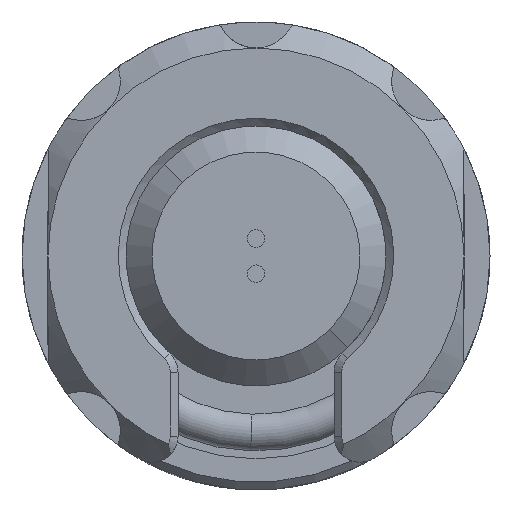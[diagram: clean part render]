
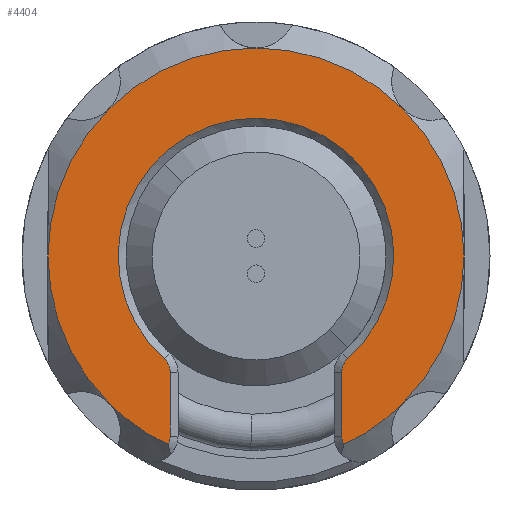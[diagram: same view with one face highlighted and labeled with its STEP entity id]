
A CAD part, front view. The second image highlights one B-rep face of the part: STEP entity #4404.
In plain terms, the highlighted planar face has unit normal (0, -1, 0).
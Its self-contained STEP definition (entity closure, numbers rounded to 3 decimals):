
#66 = VERTEX_POINT ( 'NONE', #1829 ) ;
#170 = ORIENTED_EDGE ( 'NONE', *, *, #5002, .T. ) ;
#181 = AXIS2_PLACEMENT_3D ( 'NONE', #6264, #1439, #423 ) ;
#193 = VERTEX_POINT ( 'NONE', #5527 ) ;
#195 = CIRCLE ( 'NONE', #1563, 8. ) ;
#241 = CARTESIAN_POINT ( 'NONE',  ( 3.3, -10.652, -6.928 ) ) ;
#291 = DIRECTION ( 'NONE',  ( 0., -1., 0. ) ) ;
#348 = VERTEX_POINT ( 'NONE', #5289 ) ;
#400 = DIRECTION ( 'NONE',  ( 0., -1., 0. ) ) ;
#423 = DIRECTION ( 'NONE',  ( -0.707, 0., -0.707 ) ) ;
#435 = EDGE_CURVE ( 'NONE', #2137, #984, #1742, .T. ) ;
#496 = AXIS2_PLACEMENT_3D ( 'NONE', #3256, #5261, #5813 ) ;
#554 = VERTEX_POINT ( 'NONE', #4643 ) ;
#618 = AXIS2_PLACEMENT_3D ( 'NONE', #2634, #1104, #5166 ) ;
#697 = DIRECTION ( 'NONE',  ( 0., -1., 0. ) ) ;
#715 = VECTOR ( 'NONE', #1686, 1000. ) ;
#718 = ORIENTED_EDGE ( 'NONE', *, *, #3121, .T. ) ;
#725 = LINE ( 'NONE', #3238, #715 ) ;
#792 = CARTESIAN_POINT ( 'NONE',  ( 4., -10.652, -6.928 ) ) ;
#854 = LINE ( 'NONE', #241, #4628 ) ;
#870 = DIRECTION ( 'NONE',  ( 0., 1., 0. ) ) ;
#927 = CIRCLE ( 'NONE', #4505, 8. ) ;
#984 = VERTEX_POINT ( 'NONE', #4236 ) ;
#1096 = EDGE_CURVE ( 'NONE', #5523, #4240, #1281, .T. ) ;
#1104 = DIRECTION ( 'NONE',  ( 0., -1., 0. ) ) ;
#1255 = DIRECTION ( 'NONE',  ( 0., 0., -1. ) ) ;
#1274 = CARTESIAN_POINT ( 'NONE',  ( 0., -10.652, 0. ) ) ;
#1281 = CIRCLE ( 'NONE', #2760, 0.7 ) ;
#1320 = AXIS2_PLACEMENT_3D ( 'NONE', #3277, #4779, #3701 ) ;
#1375 = CARTESIAN_POINT ( 'NONE',  ( 0., -10.652, 0. ) ) ;
#1411 = CARTESIAN_POINT ( 'NONE',  ( 0., -10.652, 0. ) ) ;
#1439 = DIRECTION ( 'NONE',  ( 0., -1., 0. ) ) ;
#1490 = CARTESIAN_POINT ( 'NONE',  ( -8., -10.652, 0. ) ) ;
#1551 = CIRCLE ( 'NONE', #5549, 5.3 ) ;
#1563 = AXIS2_PLACEMENT_3D ( 'NONE', #1411, #5475, #2443 ) ;
#1642 = AXIS2_PLACEMENT_3D ( 'NONE', #5550, #5015, #2141 ) ;
#1646 = AXIS2_PLACEMENT_3D ( 'NONE', #2382, #4383, #6414 ) ;
#1665 = AXIS2_PLACEMENT_3D ( 'NONE', #2014, #4007, #4036 ) ;
#1686 = DIRECTION ( 'NONE',  ( 0., 0., 1. ) ) ;
#1703 = VERTEX_POINT ( 'NONE', #6119 ) ;
#1714 = PLANE ( 'NONE',  #1320 ) ;
#1739 = EDGE_CURVE ( 'NONE', #2413, #348, #854, .T. ) ;
#1741 = ORIENTED_EDGE ( 'NONE', *, *, #1096, .T. ) ;
#1742 = CIRCLE ( 'NONE', #1646, 8. ) ;
#1796 = DIRECTION ( 'NONE',  ( 0., -1., 0. ) ) ;
#1814 = ORIENTED_EDGE ( 'NONE', *, *, #6123, .T. ) ;
#1826 = CARTESIAN_POINT ( 'NONE',  ( 0., -10.652, 0. ) ) ;
#1829 = CARTESIAN_POINT ( 'NONE',  ( -3.3, -10.652, -4.472 ) ) ;
#1863 = DIRECTION ( 'NONE',  ( 0., 0., -1. ) ) ;
#1874 = CIRCLE ( 'NONE', #1665, 8. ) ;
#2009 = VERTEX_POINT ( 'NONE', #3110 ) ;
#2014 = CARTESIAN_POINT ( 'NONE',  ( 0., -10.652, 0. ) ) ;
#2101 = ORIENTED_EDGE ( 'NONE', *, *, #2148, .T. ) ;
#2121 = EDGE_CURVE ( 'NONE', #554, #5523, #2281, .T. ) ;
#2137 = VERTEX_POINT ( 'NONE', #4892 ) ;
#2141 = DIRECTION ( 'NONE',  ( 0., 0., -1. ) ) ;
#2148 = EDGE_CURVE ( 'NONE', #2682, #3815, #1551, .T. ) ;
#2271 = CIRCLE ( 'NONE', #3441, 0.7 ) ;
#2281 = CIRCLE ( 'NONE', #181, 8. ) ;
#2302 = CIRCLE ( 'NONE', #2729, 8. ) ;
#2327 = DIRECTION ( 'NONE',  ( -0.707, 0., -0.707 ) ) ;
#2382 = CARTESIAN_POINT ( 'NONE',  ( 0., -10.652, 0. ) ) ;
#2413 = VERTEX_POINT ( 'NONE', #4762 ) ;
#2443 = DIRECTION ( 'NONE',  ( -0.707, 0., -0.707 ) ) ;
#2634 = CARTESIAN_POINT ( 'NONE',  ( 0., -10.652, 0. ) ) ;
#2682 = VERTEX_POINT ( 'NONE', #5864 ) ;
#2729 = AXIS2_PLACEMENT_3D ( 'NONE', #1274, #5321, #2327 ) ;
#2755 = DIRECTION ( 'NONE',  ( 0., 0., -1. ) ) ;
#2760 = AXIS2_PLACEMENT_3D ( 'NONE', #6462, #291, #1863 ) ;
#2792 = DIRECTION ( 'NONE',  ( -0.707, 0., -0.707 ) ) ;
#3007 = CARTESIAN_POINT ( 'NONE',  ( -5.657, -10.652, 5.657 ) ) ;
#3034 = CIRCLE ( 'NONE', #496, 0.7 ) ;
#3053 = EDGE_CURVE ( 'NONE', #984, #1703, #1874, .T. ) ;
#3110 = CARTESIAN_POINT ( 'NONE',  ( 0., -10.652, 8. ) ) ;
#3121 = EDGE_CURVE ( 'NONE', #4240, #66, #725, .T. ) ;
#3238 = CARTESIAN_POINT ( 'NONE',  ( -3.3, -10.652, -4.472 ) ) ;
#3256 = CARTESIAN_POINT ( 'NONE',  ( 4., -10.652, -4.472 ) ) ;
#3264 = ORIENTED_EDGE ( 'NONE', *, *, #4646, .T. ) ;
#3277 = CARTESIAN_POINT ( 'NONE',  ( 0., -10.652, 0. ) ) ;
#3352 = VERTEX_POINT ( 'NONE', #1490 ) ;
#3396 = VERTEX_POINT ( 'NONE', #3007 ) ;
#3432 = CARTESIAN_POINT ( 'NONE',  ( 0., -10.652, 0. ) ) ;
#3441 = AXIS2_PLACEMENT_3D ( 'NONE', #792, #697, #2755 ) ;
#3701 = DIRECTION ( 'NONE',  ( -0.707, 0., -0.707 ) ) ;
#3815 = VERTEX_POINT ( 'NONE', #5594 ) ;
#3933 = ORIENTED_EDGE ( 'NONE', *, *, #6074, .T. ) ;
#3938 = ORIENTED_EDGE ( 'NONE', *, *, #4363, .T. ) ;
#3984 = CIRCLE ( 'NONE', #1642, 0.7 ) ;
#4007 = DIRECTION ( 'NONE',  ( 0., -1., 0. ) ) ;
#4036 = DIRECTION ( 'NONE',  ( -0.707, 0., -0.707 ) ) ;
#4062 = ORIENTED_EDGE ( 'NONE', *, *, #3053, .T. ) ;
#4099 = CIRCLE ( 'NONE', #618, 8. ) ;
#4220 = FACE_OUTER_BOUND ( 'NONE', #5482, .T. ) ;
#4236 = CARTESIAN_POINT ( 'NONE',  ( 8., -10.652, 0. ) ) ;
#4240 = VERTEX_POINT ( 'NONE', #5676 ) ;
#4341 = DIRECTION ( 'NONE',  ( -0.707, 0., -0.707 ) ) ;
#4363 = EDGE_CURVE ( 'NONE', #66, #2682, #3984, .T. ) ;
#4375 = DIRECTION ( 'NONE',  ( 0., 0., -1. ) ) ;
#4383 = DIRECTION ( 'NONE',  ( 0., -1., 0. ) ) ;
#4404 = ADVANCED_FACE ( 'NONE', ( #4220 ), #1714, .T. ) ;
#4441 = CARTESIAN_POINT ( 'NONE',  ( -3.379, -10.652, -7.251 ) ) ;
#4453 = EDGE_CURVE ( 'NONE', #3396, #3352, #5430, .T. ) ;
#4505 = AXIS2_PLACEMENT_3D ( 'NONE', #1826, #1796, #2792 ) ;
#4506 = ORIENTED_EDGE ( 'NONE', *, *, #4453, .T. ) ;
#4628 = VECTOR ( 'NONE', #4375, 1000. ) ;
#4643 = CARTESIAN_POINT ( 'NONE',  ( -5.657, -10.652, -5.657 ) ) ;
#4646 = EDGE_CURVE ( 'NONE', #348, #193, #2271, .T. ) ;
#4762 = CARTESIAN_POINT ( 'NONE',  ( 3.3, -10.652, -4.472 ) ) ;
#4779 = DIRECTION ( 'NONE',  ( 0., -1., 0. ) ) ;
#4885 = ORIENTED_EDGE ( 'NONE', *, *, #1739, .T. ) ;
#4892 = CARTESIAN_POINT ( 'NONE',  ( 5.657, -10.652, -5.657 ) ) ;
#5002 = EDGE_CURVE ( 'NONE', #3815, #2413, #3034, .T. ) ;
#5008 = AXIS2_PLACEMENT_3D ( 'NONE', #3432, #400, #4341 ) ;
#5015 = DIRECTION ( 'NONE',  ( 0., -1., 0. ) ) ;
#5166 = DIRECTION ( 'NONE',  ( -0.707, 0., -0.707 ) ) ;
#5241 = ORIENTED_EDGE ( 'NONE', *, *, #435, .T. ) ;
#5261 = DIRECTION ( 'NONE',  ( 0., -1., 0. ) ) ;
#5289 = CARTESIAN_POINT ( 'NONE',  ( 3.3, -10.652, -6.928 ) ) ;
#5321 = DIRECTION ( 'NONE',  ( 0., -1., 0. ) ) ;
#5430 = CIRCLE ( 'NONE', #5008, 8. ) ;
#5443 = ORIENTED_EDGE ( 'NONE', *, *, #6031, .T. ) ;
#5475 = DIRECTION ( 'NONE',  ( 0., -1., 0. ) ) ;
#5482 = EDGE_LOOP ( 'NONE', ( #4885, #3264, #1814, #5241, #4062, #3933, #5794, #4506, #5443, #5589, #1741, #718, #3938, #2101, #170 ) ) ;
#5515 = EDGE_CURVE ( 'NONE', #2009, #3396, #195, .T. ) ;
#5523 = VERTEX_POINT ( 'NONE', #4441 ) ;
#5527 = CARTESIAN_POINT ( 'NONE',  ( 3.379, -10.652, -7.251 ) ) ;
#5549 = AXIS2_PLACEMENT_3D ( 'NONE', #1375, #870, #1255 ) ;
#5550 = CARTESIAN_POINT ( 'NONE',  ( -4., -10.652, -4.472 ) ) ;
#5589 = ORIENTED_EDGE ( 'NONE', *, *, #2121, .T. ) ;
#5594 = CARTESIAN_POINT ( 'NONE',  ( 3.533, -10.652, -3.95 ) ) ;
#5676 = CARTESIAN_POINT ( 'NONE',  ( -3.3, -10.652, -6.928 ) ) ;
#5794 = ORIENTED_EDGE ( 'NONE', *, *, #5515, .T. ) ;
#5813 = DIRECTION ( 'NONE',  ( 0., 0., -1. ) ) ;
#5864 = CARTESIAN_POINT ( 'NONE',  ( -3.533, -10.652, -3.95 ) ) ;
#6031 = EDGE_CURVE ( 'NONE', #3352, #554, #4099, .T. ) ;
#6074 = EDGE_CURVE ( 'NONE', #1703, #2009, #2302, .T. ) ;
#6119 = CARTESIAN_POINT ( 'NONE',  ( 5.657, -10.652, 5.657 ) ) ;
#6123 = EDGE_CURVE ( 'NONE', #193, #2137, #927, .T. ) ;
#6264 = CARTESIAN_POINT ( 'NONE',  ( 0., -10.652, 0. ) ) ;
#6414 = DIRECTION ( 'NONE',  ( -0.707, 0., -0.707 ) ) ;
#6462 = CARTESIAN_POINT ( 'NONE',  ( -4., -10.652, -6.928 ) ) ;
